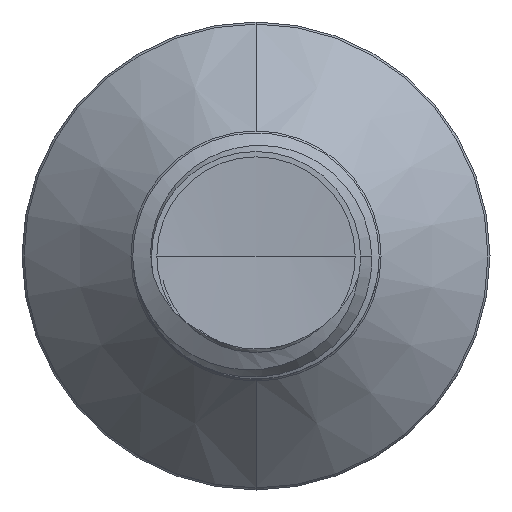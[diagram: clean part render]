
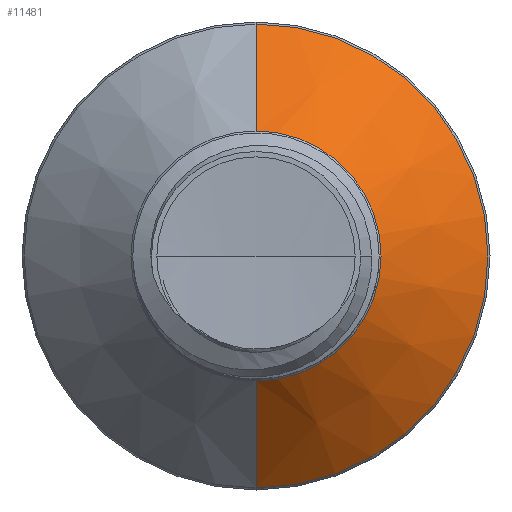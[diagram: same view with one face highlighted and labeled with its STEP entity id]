
A CAD part, front view. The second image highlights one B-rep face of the part: STEP entity #11481.
In plain terms, the highlighted conical face has half-angle 45 degrees and reference radius 1.016 mm.
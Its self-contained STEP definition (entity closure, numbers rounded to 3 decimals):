
#538 = ORIENTED_EDGE ( 'NONE', *, *, #13576, .T. ) ;
#594 = ORIENTED_EDGE ( 'NONE', *, *, #12651, .T. ) ;
#635 = ORIENTED_EDGE ( 'NONE', *, *, #7875, .F. ) ;
#674 = ORIENTED_EDGE ( 'NONE', *, *, #5935, .F. ) ;
#1074 = VERTEX_POINT ( 'NONE', #17500 ) ;
#1388 = CARTESIAN_POINT ( 'NONE',  ( 0., 3.546, 0. ) ) ;
#1618 = VERTEX_POINT ( 'NONE', #9022 ) ;
#1830 = EDGE_LOOP ( 'NONE', ( #538, #594, #635, #674 ) ) ;
#3751 = CIRCLE ( 'NONE', #10055, 1.883 ) ;
#3942 = VECTOR ( 'NONE', #11812, 1000. ) ;
#4702 = LINE ( 'NONE', #10305, #14657 ) ;
#5140 = AXIS2_PLACEMENT_3D ( 'NONE', #1388, #14419, #5947 ) ;
#5935 = EDGE_CURVE ( 'NONE', #14546, #1618, #4702, .T. ) ;
#5947 = DIRECTION ( 'NONE',  ( 0., 0., 1. ) ) ;
#7683 = DIRECTION ( 'NONE',  ( 0., 1., 0. ) ) ;
#7875 = EDGE_CURVE ( 'NONE', #1618, #14703, #3751, .T. ) ;
#8030 = DIRECTION ( 'NONE',  ( 0., 1., 0. ) ) ;
#8440 = CARTESIAN_POINT ( 'NONE',  ( 0., 4.414, -1.883 ) ) ;
#8914 = DIRECTION ( 'NONE',  ( 0., 0.707, 0.707 ) ) ;
#8925 = CARTESIAN_POINT ( 'NONE',  ( 0., 3.546, -1.016 ) ) ;
#9022 = CARTESIAN_POINT ( 'NONE',  ( 0., 4.414, 1.883 ) ) ;
#10055 = AXIS2_PLACEMENT_3D ( 'NONE', #15972, #7683, #17360 ) ;
#10305 = CARTESIAN_POINT ( 'NONE',  ( 0., 3.546, 1.016 ) ) ;
#10967 = CIRCLE ( 'NONE', #11442, 1.016 ) ;
#11442 = AXIS2_PLACEMENT_3D ( 'NONE', #16308, #8030, #17702 ) ;
#11481 = ADVANCED_FACE ( 'NONE', ( #11869 ), #14610, .T. ) ;
#11639 = LINE ( 'NONE', #8925, #3942 ) ;
#11812 = DIRECTION ( 'NONE',  ( 0., 0.707, -0.707 ) ) ;
#11869 = FACE_OUTER_BOUND ( 'NONE', #1830, .T. ) ;
#12448 = CARTESIAN_POINT ( 'NONE',  ( 0., 3.546, 1.016 ) ) ;
#12651 = EDGE_CURVE ( 'NONE', #1074, #14703, #11639, .T. ) ;
#13576 = EDGE_CURVE ( 'NONE', #14546, #1074, #10967, .T. ) ;
#14419 = DIRECTION ( 'NONE',  ( 0., 1., 0. ) ) ;
#14546 = VERTEX_POINT ( 'NONE', #12448 ) ;
#14610 = CONICAL_SURFACE ( 'NONE', #5140, 1.016, 0.785 ) ;
#14657 = VECTOR ( 'NONE', #8914, 1000. ) ;
#14703 = VERTEX_POINT ( 'NONE', #8440 ) ;
#15972 = CARTESIAN_POINT ( 'NONE',  ( 0., 4.414, 0. ) ) ;
#16308 = CARTESIAN_POINT ( 'NONE',  ( 0., 3.546, 0. ) ) ;
#17360 = DIRECTION ( 'NONE',  ( 0., 0., 1. ) ) ;
#17500 = CARTESIAN_POINT ( 'NONE',  ( 0., 3.546, -1.016 ) ) ;
#17702 = DIRECTION ( 'NONE',  ( 0., 0., 1. ) ) ;
